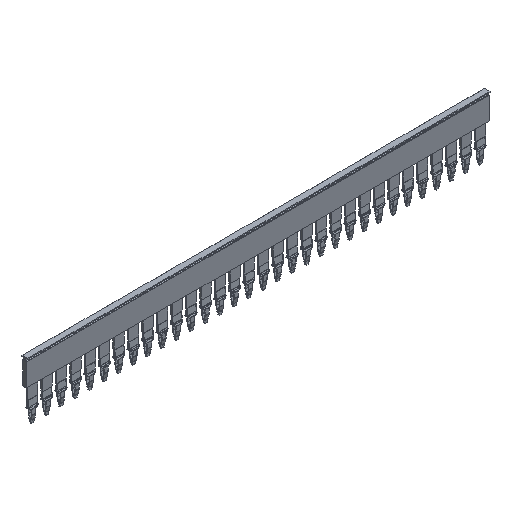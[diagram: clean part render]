
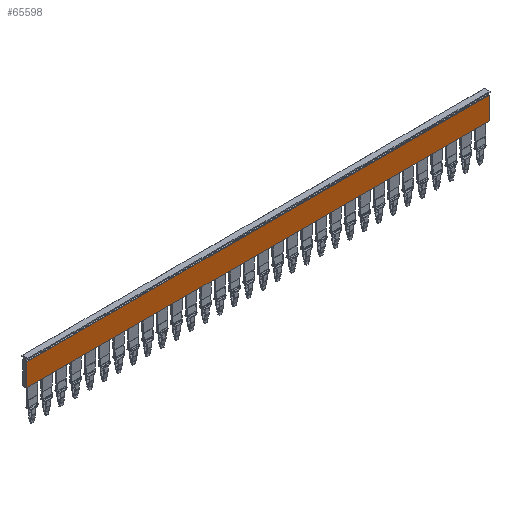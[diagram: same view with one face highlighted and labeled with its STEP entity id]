
A CAD part, isometric view. The second image highlights one B-rep face of the part: STEP entity #65598.
In plain terms, the highlighted planar face has unit normal (0, -1, 0).
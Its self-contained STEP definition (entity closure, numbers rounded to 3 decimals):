
#65590=AXIS2_PLACEMENT_3D('Plane Axis2P3D',#65587,#65588,#65589) ;
#63740=CARTESIAN_POINT('Vertex',(0.,0.4,32.056)) ;
#63743=CARTESIAN_POINT('Line Origine',(129.6,0.4,32.056)) ;
#63747=CARTESIAN_POINT('Vertex',(259.2,0.4,32.056)) ;
#65484=CARTESIAN_POINT('Line Origine',(0.,0.4,25.782)) ;
#65488=CARTESIAN_POINT('Vertex',(0.,0.4,19.509)) ;
#65527=CARTESIAN_POINT('Line Origine',(129.6,0.4,19.509)) ;
#65531=CARTESIAN_POINT('Vertex',(259.2,0.4,19.509)) ;
#65563=CARTESIAN_POINT('Line Origine',(259.2,0.4,25.782)) ;
#65587=CARTESIAN_POINT('Axis2P3D Location',(12.75,0.4,19.509)) ;
#63744=DIRECTION('Vector Direction',(1.,0.,0.)) ;
#65485=DIRECTION('Vector Direction',(0.,0.,1.)) ;
#65528=DIRECTION('Vector Direction',(1.,0.,0.)) ;
#65564=DIRECTION('Vector Direction',(0.,0.,1.)) ;
#65588=DIRECTION('Axis2P3D Direction',(0.,1.,0.)) ;
#65589=DIRECTION('Axis2P3D XDirection',(0.,0.,1.)) ;
#63745=VECTOR('Line Direction',#63744,1.) ;
#65486=VECTOR('Line Direction',#65485,1.) ;
#65529=VECTOR('Line Direction',#65528,1.) ;
#65565=VECTOR('Line Direction',#65564,1.) ;
#65593=ORIENTED_EDGE('',*,*,#65567,.T.) ;
#65594=ORIENTED_EDGE('',*,*,#63749,.T.) ;
#65595=ORIENTED_EDGE('',*,*,#65490,.T.) ;
#65596=ORIENTED_EDGE('',*,*,#65533,.T.) ;
#65598=ADVANCED_FACE('ISTE_ZQV6_32',(#65597),#65591,.F.) ;
#63749=EDGE_CURVE('',#63748,#63741,#63746,.F.) ;
#65490=EDGE_CURVE('',#63741,#65489,#65487,.F.) ;
#65533=EDGE_CURVE('',#65489,#65532,#65530,.T.) ;
#65567=EDGE_CURVE('',#65532,#63748,#65566,.T.) ;
#65592=EDGE_LOOP('',(#65593,#65594,#65595,#65596)) ;
#65597=FACE_OUTER_BOUND('',#65592,.T.) ;
#63746=LINE('Line',#63743,#63745) ;
#65487=LINE('Line',#65484,#65486) ;
#65530=LINE('Line',#65527,#65529) ;
#65566=LINE('Line',#65563,#65565) ;
#65591=PLANE('',#65590) ;
#63741=VERTEX_POINT('',#63740) ;
#63748=VERTEX_POINT('',#63747) ;
#65489=VERTEX_POINT('',#65488) ;
#65532=VERTEX_POINT('',#65531) ;
